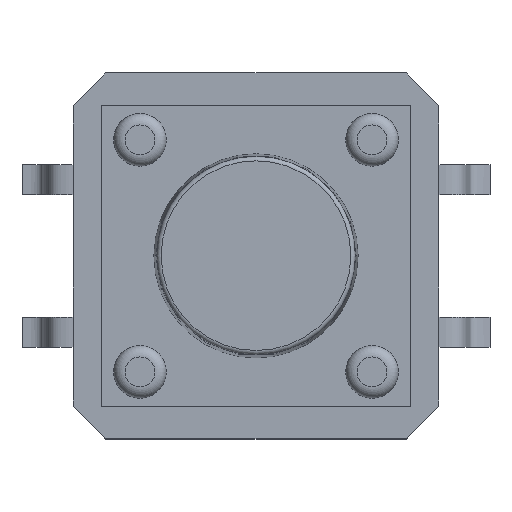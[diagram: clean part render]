
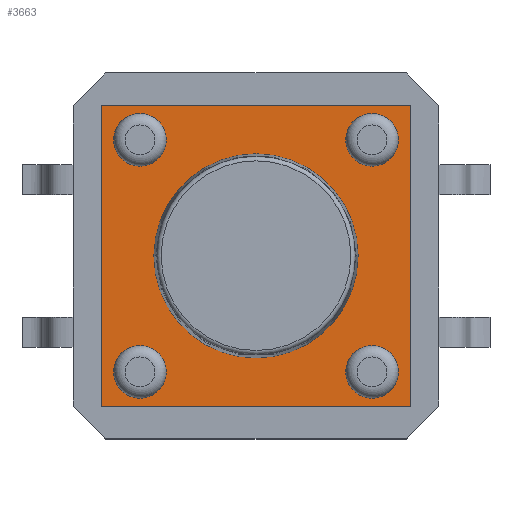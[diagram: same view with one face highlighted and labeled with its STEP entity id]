
A CAD part, top view. The second image highlights one B-rep face of the part: STEP entity #3663.
In plain terms, the highlighted planar face has unit normal (0, 0, 1).
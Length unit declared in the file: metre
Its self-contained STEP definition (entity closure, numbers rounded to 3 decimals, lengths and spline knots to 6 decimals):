
#82=CIRCLE('',#4095,0.003352);
#83=CIRCLE('',#4097,0.000863);
#85=CIRCLE('',#4101,0.000863);
#87=CIRCLE('',#4105,0.000863);
#89=CIRCLE('',#4109,0.000863);
#232=ORIENTED_EDGE('',*,*,#1264,.F.);
#233=ORIENTED_EDGE('',*,*,#1265,.F.);
#234=ORIENTED_EDGE('',*,*,#1266,.F.);
#235=ORIENTED_EDGE('',*,*,#1267,.F.);
#236=ORIENTED_EDGE('',*,*,#1256,.T.);
#237=ORIENTED_EDGE('',*,*,#1262,.T.);
#238=ORIENTED_EDGE('',*,*,#1260,.T.);
#239=ORIENTED_EDGE('',*,*,#1258,.T.);
#240=ORIENTED_EDGE('',*,*,#1255,.T.);
#1255=EDGE_CURVE('',#1773,#1773,#82,.T.);
#1256=EDGE_CURVE('',#1774,#1774,#83,.T.);
#1258=EDGE_CURVE('',#1776,#1776,#85,.T.);
#1260=EDGE_CURVE('',#1778,#1778,#87,.T.);
#1262=EDGE_CURVE('',#1780,#1780,#89,.T.);
#1264=EDGE_CURVE('',#1782,#1783,#2117,.T.);
#1265=EDGE_CURVE('',#1784,#1782,#2118,.T.);
#1266=EDGE_CURVE('',#1785,#1784,#2119,.T.);
#1267=EDGE_CURVE('',#1783,#1785,#2120,.T.);
#1773=VERTEX_POINT('',#5167);
#1774=VERTEX_POINT('',#5170);
#1776=VERTEX_POINT('',#5176);
#1778=VERTEX_POINT('',#5182);
#1780=VERTEX_POINT('',#5188);
#1782=VERTEX_POINT('',#5194);
#1783=VERTEX_POINT('',#5195);
#1784=VERTEX_POINT('',#5197);
#1785=VERTEX_POINT('',#5199);
#2117=LINE('',#5193,#2531);
#2118=LINE('',#5196,#2532);
#2119=LINE('',#5198,#2533);
#2120=LINE('',#5200,#2534);
#2531=VECTOR('',#4363,1.);
#2532=VECTOR('',#4364,1.);
#2533=VECTOR('',#4365,1.);
#2534=VECTOR('',#4366,1.);
#2947=EDGE_LOOP('',(#232,#233,#234,#235));
#2948=EDGE_LOOP('',(#236));
#2949=EDGE_LOOP('',(#237));
#2950=EDGE_LOOP('',(#238));
#2951=EDGE_LOOP('',(#239));
#2952=EDGE_LOOP('',(#240));
#3205=FACE_BOUND('',#2947,.T.);
#3206=FACE_BOUND('',#2948,.T.);
#3207=FACE_BOUND('',#2949,.T.);
#3208=FACE_BOUND('',#2950,.T.);
#3209=FACE_BOUND('',#2951,.T.);
#3210=FACE_BOUND('',#2952,.T.);
#3451=PLANE('',#4112);
#3663=ADVANCED_FACE('',(#3205,#3206,#3207,#3208,#3209,#3210),#3451,.F.);
#4095=AXIS2_PLACEMENT_3D('',#5166,#4327,#4328);
#4097=AXIS2_PLACEMENT_3D('',#5169,#4331,#4332);
#4101=AXIS2_PLACEMENT_3D('',#5175,#4339,#4340);
#4105=AXIS2_PLACEMENT_3D('',#5181,#4347,#4348);
#4109=AXIS2_PLACEMENT_3D('',#5187,#4355,#4356);
#4112=AXIS2_PLACEMENT_3D('',#5192,#4361,#4362);
#4327=DIRECTION('',(0.,0.,-1.));
#4328=DIRECTION('',(-1.,0.,0.));
#4331=DIRECTION('',(0.,0.,-1.));
#4332=DIRECTION('',(-1.,0.,0.));
#4339=DIRECTION('',(0.,0.,-1.));
#4340=DIRECTION('',(-1.,0.,0.));
#4347=DIRECTION('',(0.,0.,-1.));
#4348=DIRECTION('',(-1.,0.,0.));
#4355=DIRECTION('',(0.,0.,-1.));
#4356=DIRECTION('',(-1.,0.,0.));
#4361=DIRECTION('',(0.,0.,-1.));
#4362=DIRECTION('',(-1.,0.,0.));
#4363=DIRECTION('',(0.,1.,0.));
#4364=DIRECTION('',(-1.,0.,0.));
#4365=DIRECTION('',(0.,-1.,0.));
#4366=DIRECTION('',(1.,0.,0.));
#5166=CARTESIAN_POINT('',(0.,0.,0.003632));
#5167=CARTESIAN_POINT('',(-0.003352,0.,0.003632));
#5169=CARTESIAN_POINT('',(0.00381,0.00381,0.003632));
#5170=CARTESIAN_POINT('',(0.002947,0.00381,0.003632));
#5175=CARTESIAN_POINT('',(0.00381,-0.00381,0.003632));
#5176=CARTESIAN_POINT('',(0.002947,-0.00381,0.003632));
#5181=CARTESIAN_POINT('',(-0.00381,-0.00381,0.003632));
#5182=CARTESIAN_POINT('',(-0.004673,-0.00381,0.003632));
#5187=CARTESIAN_POINT('',(-0.00381,0.00381,0.003632));
#5188=CARTESIAN_POINT('',(-0.004673,0.00381,0.003632));
#5192=CARTESIAN_POINT('',(0.,0.,0.003632));
#5193=CARTESIAN_POINT('',(-0.00506,-0.004947,0.003632));
#5194=CARTESIAN_POINT('',(-0.00506,-0.004947,0.003632));
#5195=CARTESIAN_POINT('',(-0.00506,0.004947,0.003632));
#5196=CARTESIAN_POINT('',(0.00506,-0.004947,0.003632));
#5197=CARTESIAN_POINT('',(0.00506,-0.004947,0.003632));
#5198=CARTESIAN_POINT('',(0.00506,0.004947,0.003632));
#5199=CARTESIAN_POINT('',(0.00506,0.004947,0.003632));
#5200=CARTESIAN_POINT('',(-0.00506,0.004947,0.003632));
